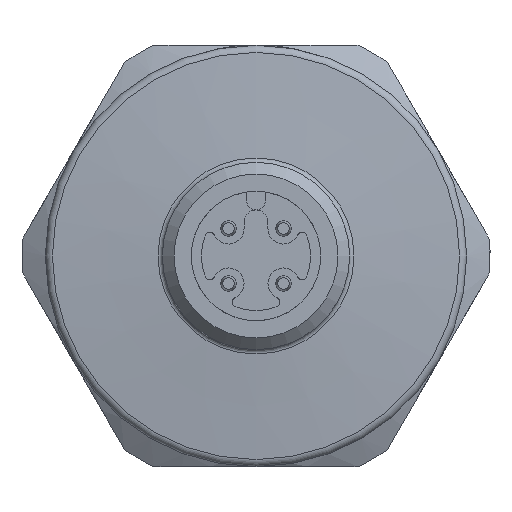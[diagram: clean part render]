
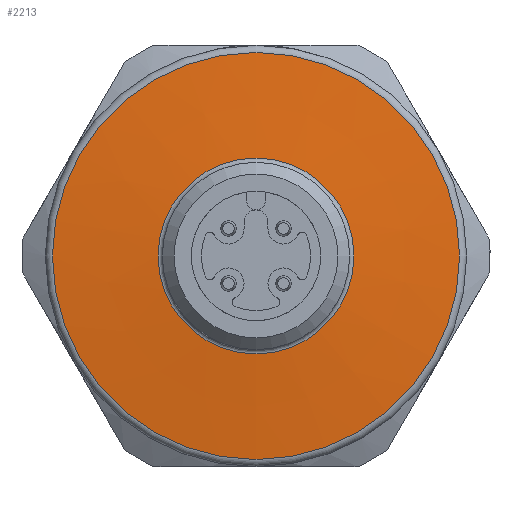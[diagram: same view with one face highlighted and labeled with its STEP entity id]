
A CAD part, front view. The second image highlights one B-rep face of the part: STEP entity #2213.
In plain terms, the highlighted conical face has half-angle 85 degrees and reference radius 6 mm.
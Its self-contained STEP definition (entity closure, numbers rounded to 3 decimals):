
#69=CONICAL_SURFACE('',#2417,6.,1.484);
#202=CIRCLE('',#2413,6.274);
#203=CIRCLE('',#2415,13.044);
#534=ORIENTED_EDGE('',*,*,#784,.T.);
#535=ORIENTED_EDGE('',*,*,#783,.T.);
#783=EDGE_CURVE('',#929,#929,#202,.T.);
#784=EDGE_CURVE('',#930,#930,#203,.T.);
#929=VERTEX_POINT('',#3786);
#930=VERTEX_POINT('',#3789);
#1186=EDGE_LOOP('',(#534));
#1187=EDGE_LOOP('',(#535));
#1335=FACE_BOUND('',#1186,.T.);
#1336=FACE_BOUND('',#1187,.T.);
#2213=ADVANCED_FACE('',(#1335,#1336),#69,.T.);
#2413=AXIS2_PLACEMENT_3D('',#3785,#2864,#2865);
#2415=AXIS2_PLACEMENT_3D('',#3788,#2868,#2869);
#2417=AXIS2_PLACEMENT_3D('',#3792,#2872,#2873);
#2864=DIRECTION('',(0.,1.,0.));
#2865=DIRECTION('',(0.,0.,-1.));
#2868=DIRECTION('',(0.,-1.,0.));
#2869=DIRECTION('',(0.,0.,1.));
#2872=DIRECTION('',(0.,1.,0.));
#2873=DIRECTION('',(0.,0.,-1.));
#3785=CARTESIAN_POINT('',(-0.018,-5.476,0.032));
#3786=CARTESIAN_POINT('',(-0.018,-5.476,-6.242));
#3788=CARTESIAN_POINT('',(-0.018,-4.884,0.032));
#3789=CARTESIAN_POINT('',(-0.018,-4.884,13.076));
#3792=CARTESIAN_POINT('',(-0.018,-5.5,0.032));
